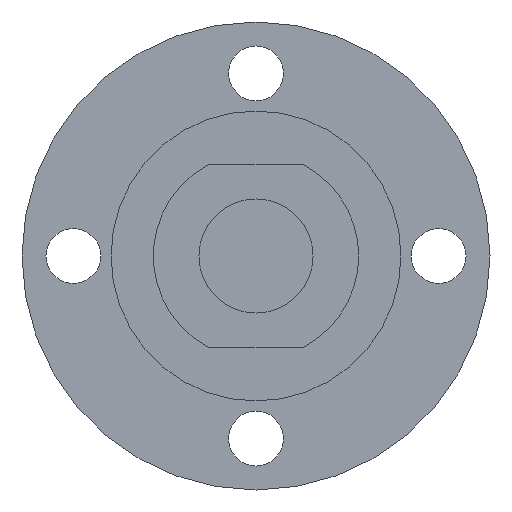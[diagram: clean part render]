
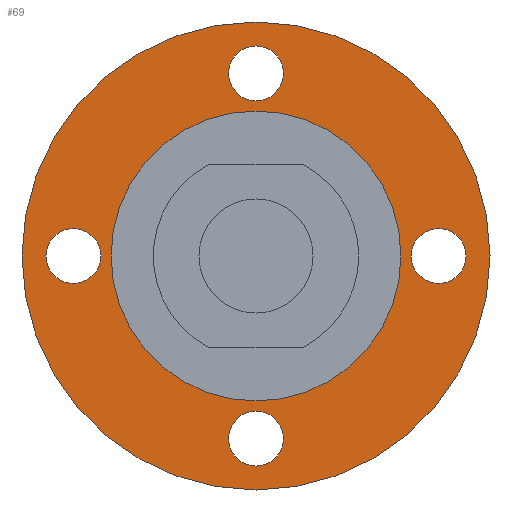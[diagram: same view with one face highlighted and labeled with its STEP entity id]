
A CAD part, front view. The second image highlights one B-rep face of the part: STEP entity #69.
In plain terms, the highlighted planar face has unit normal (0, -1, 0).
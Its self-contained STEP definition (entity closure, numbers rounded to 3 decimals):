
#2 = DIRECTION ( 'NONE',  ( 0., -1., 0. ) ) ;
#6 = EDGE_LOOP ( 'NONE', ( #536, #794 ) ) ;
#29 = ORIENTED_EDGE ( 'NONE', *, *, #789, .F. ) ;
#32 = EDGE_CURVE ( 'NONE', #239, #385, #209, .T. ) ;
#35 = EDGE_CURVE ( 'NONE', #630, #758, #474, .T. ) ;
#55 = CARTESIAN_POINT ( 'NONE',  ( 0., -4., -8. ) ) ;
#68 = EDGE_CURVE ( 'NONE', #516, #709, #540, .T. ) ;
#69 = ADVANCED_FACE ( 'NONE', ( #123, #198, #173, #114, #878, #703 ), #207, .T. ) ;
#74 = DIRECTION ( 'NONE',  ( 0., 0., -1. ) ) ;
#86 = CARTESIAN_POINT ( 'NONE',  ( -8., -4., 1.2 ) ) ;
#87 = EDGE_CURVE ( 'NONE', #674, #732, #653, .T. ) ;
#91 = EDGE_LOOP ( 'NONE', ( #211, #352 ) ) ;
#93 = DIRECTION ( 'NONE',  ( 0., -1., 0. ) ) ;
#103 = EDGE_LOOP ( 'NONE', ( #796, #753 ) ) ;
#106 = AXIS2_PLACEMENT_3D ( 'NONE', #295, #625, #846 ) ;
#112 = CARTESIAN_POINT ( 'NONE',  ( -10.25, -4., 0. ) ) ;
#114 = FACE_BOUND ( 'NONE', #710, .T. ) ;
#123 = FACE_BOUND ( 'NONE', #620, .T. ) ;
#135 = EDGE_CURVE ( 'NONE', #324, #354, #631, .T. ) ;
#136 = CARTESIAN_POINT ( 'NONE',  ( 8., -4., 0. ) ) ;
#156 = EDGE_CURVE ( 'NONE', #732, #674, #582, .T. ) ;
#163 = ORIENTED_EDGE ( 'NONE', *, *, #87, .F. ) ;
#173 = FACE_BOUND ( 'NONE', #6, .T. ) ;
#189 = DIRECTION ( 'NONE',  ( 0., 1., 0. ) ) ;
#198 = FACE_BOUND ( 'NONE', #419, .T. ) ;
#202 = CARTESIAN_POINT ( 'NONE',  ( -6.35, -4., 0. ) ) ;
#207 = PLANE ( 'NONE',  #311 ) ;
#209 = CIRCLE ( 'NONE', #773, 6.35 ) ;
#211 = ORIENTED_EDGE ( 'NONE', *, *, #135, .F. ) ;
#213 = EDGE_CURVE ( 'NONE', #335, #819, #792, .T. ) ;
#217 = CIRCLE ( 'NONE', #669, 10.25 ) ;
#227 = DIRECTION ( 'NONE',  ( 0., 0., -1. ) ) ;
#234 = AXIS2_PLACEMENT_3D ( 'NONE', #425, #568, #777 ) ;
#239 = VERTEX_POINT ( 'NONE', #514 ) ;
#241 = ORIENTED_EDGE ( 'NONE', *, *, #68, .F. ) ;
#245 = DIRECTION ( 'NONE',  ( 0., -1., 0. ) ) ;
#247 = CIRCLE ( 'NONE', #322, 1.2 ) ;
#275 = CARTESIAN_POINT ( 'NONE',  ( 0., -4., 8. ) ) ;
#284 = CIRCLE ( 'NONE', #566, 1.2 ) ;
#285 = DIRECTION ( 'NONE',  ( 0., 1., 0. ) ) ;
#295 = CARTESIAN_POINT ( 'NONE',  ( 8., -4., 0. ) ) ;
#298 = EDGE_CURVE ( 'NONE', #385, #239, #334, .T. ) ;
#306 = CIRCLE ( 'NONE', #106, 1.2 ) ;
#311 = AXIS2_PLACEMENT_3D ( 'NONE', #202, #824, #346 ) ;
#322 = AXIS2_PLACEMENT_3D ( 'NONE', #55, #245, #864 ) ;
#324 = VERTEX_POINT ( 'NONE', #112 ) ;
#334 = CIRCLE ( 'NONE', #399, 6.35 ) ;
#335 = VERTEX_POINT ( 'NONE', #876 ) ;
#338 = CARTESIAN_POINT ( 'NONE',  ( 0., -4., 0. ) ) ;
#344 = CARTESIAN_POINT ( 'NONE',  ( 0., -4., 8. ) ) ;
#346 = DIRECTION ( 'NONE',  ( 1., 0., 0. ) ) ;
#352 = ORIENTED_EDGE ( 'NONE', *, *, #509, .F. ) ;
#354 = VERTEX_POINT ( 'NONE', #529 ) ;
#360 = CARTESIAN_POINT ( 'NONE',  ( 0., -4., -8. ) ) ;
#365 = ORIENTED_EDGE ( 'NONE', *, *, #629, .F. ) ;
#368 = EDGE_CURVE ( 'NONE', #819, #335, #247, .T. ) ;
#385 = VERTEX_POINT ( 'NONE', #648 ) ;
#399 = AXIS2_PLACEMENT_3D ( 'NONE', #802, #664, #871 ) ;
#416 = DIRECTION ( 'NONE',  ( 0., 0., -1. ) ) ;
#419 = EDGE_LOOP ( 'NONE', ( #163, #623 ) ) ;
#421 = CARTESIAN_POINT ( 'NONE',  ( 8., -4., -1.2 ) ) ;
#425 = CARTESIAN_POINT ( 'NONE',  ( -8., -4., 0. ) ) ;
#430 = CARTESIAN_POINT ( 'NONE',  ( 0., -4., 9.2 ) ) ;
#432 = DIRECTION ( 'NONE',  ( -1., 0., 0. ) ) ;
#474 = CIRCLE ( 'NONE', #477, 1.2 ) ;
#476 = CARTESIAN_POINT ( 'NONE',  ( 0., -4., 0. ) ) ;
#477 = AXIS2_PLACEMENT_3D ( 'NONE', #136, #684, #818 ) ;
#509 = EDGE_CURVE ( 'NONE', #354, #324, #217, .T. ) ;
#514 = CARTESIAN_POINT ( 'NONE',  ( 6.35, -4., 0. ) ) ;
#516 = VERTEX_POINT ( 'NONE', #687 ) ;
#520 = AXIS2_PLACEMENT_3D ( 'NONE', #275, #759, #747 ) ;
#529 = CARTESIAN_POINT ( 'NONE',  ( 10.25, -4., 0. ) ) ;
#533 = AXIS2_PLACEMENT_3D ( 'NONE', #360, #93, #227 ) ;
#536 = ORIENTED_EDGE ( 'NONE', *, *, #213, .F. ) ;
#540 = CIRCLE ( 'NONE', #520, 1.2 ) ;
#556 = DIRECTION ( 'NONE',  ( -1., 0., 0. ) ) ;
#566 = AXIS2_PLACEMENT_3D ( 'NONE', #344, #767, #416 ) ;
#568 = DIRECTION ( 'NONE',  ( 0., -1., 0. ) ) ;
#571 = AXIS2_PLACEMENT_3D ( 'NONE', #682, #2, #74 ) ;
#574 = ORIENTED_EDGE ( 'NONE', *, *, #35, .F. ) ;
#582 = CIRCLE ( 'NONE', #234, 1.2 ) ;
#614 = AXIS2_PLACEMENT_3D ( 'NONE', #694, #770, #432 ) ;
#620 = EDGE_LOOP ( 'NONE', ( #241, #365 ) ) ;
#623 = ORIENTED_EDGE ( 'NONE', *, *, #156, .F. ) ;
#625 = DIRECTION ( 'NONE',  ( 0., -1., 0. ) ) ;
#629 = EDGE_CURVE ( 'NONE', #709, #516, #284, .T. ) ;
#630 = VERTEX_POINT ( 'NONE', #421 ) ;
#631 = CIRCLE ( 'NONE', #614, 10.25 ) ;
#648 = CARTESIAN_POINT ( 'NONE',  ( -6.35, -4., 0. ) ) ;
#653 = CIRCLE ( 'NONE', #571, 1.2 ) ;
#664 = DIRECTION ( 'NONE',  ( 0., 1., 0. ) ) ;
#669 = AXIS2_PLACEMENT_3D ( 'NONE', #476, #189, #755 ) ;
#674 = VERTEX_POINT ( 'NONE', #826 ) ;
#682 = CARTESIAN_POINT ( 'NONE',  ( -8., -4., 0. ) ) ;
#684 = DIRECTION ( 'NONE',  ( 0., -1., 0. ) ) ;
#687 = CARTESIAN_POINT ( 'NONE',  ( 0., -4., 6.8 ) ) ;
#694 = CARTESIAN_POINT ( 'NONE',  ( 0., -4., 0. ) ) ;
#703 = FACE_OUTER_BOUND ( 'NONE', #91, .T. ) ;
#709 = VERTEX_POINT ( 'NONE', #430 ) ;
#710 = EDGE_LOOP ( 'NONE', ( #574, #29 ) ) ;
#732 = VERTEX_POINT ( 'NONE', #86 ) ;
#747 = DIRECTION ( 'NONE',  ( 0., 0., -1. ) ) ;
#753 = ORIENTED_EDGE ( 'NONE', *, *, #32, .T. ) ;
#755 = DIRECTION ( 'NONE',  ( -1., 0., 0. ) ) ;
#758 = VERTEX_POINT ( 'NONE', #779 ) ;
#759 = DIRECTION ( 'NONE',  ( 0., -1., 0. ) ) ;
#767 = DIRECTION ( 'NONE',  ( 0., -1., 0. ) ) ;
#770 = DIRECTION ( 'NONE',  ( 0., 1., 0. ) ) ;
#773 = AXIS2_PLACEMENT_3D ( 'NONE', #338, #285, #556 ) ;
#777 = DIRECTION ( 'NONE',  ( 0., 0., -1. ) ) ;
#779 = CARTESIAN_POINT ( 'NONE',  ( 8., -4., 1.2 ) ) ;
#789 = EDGE_CURVE ( 'NONE', #758, #630, #306, .T. ) ;
#792 = CIRCLE ( 'NONE', #533, 1.2 ) ;
#794 = ORIENTED_EDGE ( 'NONE', *, *, #368, .F. ) ;
#796 = ORIENTED_EDGE ( 'NONE', *, *, #298, .T. ) ;
#802 = CARTESIAN_POINT ( 'NONE',  ( 0., -4., 0. ) ) ;
#818 = DIRECTION ( 'NONE',  ( 0., 0., -1. ) ) ;
#819 = VERTEX_POINT ( 'NONE', #849 ) ;
#824 = DIRECTION ( 'NONE',  ( 0., -1., 0. ) ) ;
#826 = CARTESIAN_POINT ( 'NONE',  ( -8., -4., -1.2 ) ) ;
#846 = DIRECTION ( 'NONE',  ( 0., 0., -1. ) ) ;
#849 = CARTESIAN_POINT ( 'NONE',  ( 0., -4., -6.8 ) ) ;
#864 = DIRECTION ( 'NONE',  ( 0., 0., -1. ) ) ;
#871 = DIRECTION ( 'NONE',  ( -1., 0., 0. ) ) ;
#876 = CARTESIAN_POINT ( 'NONE',  ( 0., -4., -9.2 ) ) ;
#878 = FACE_BOUND ( 'NONE', #103, .T. ) ;
